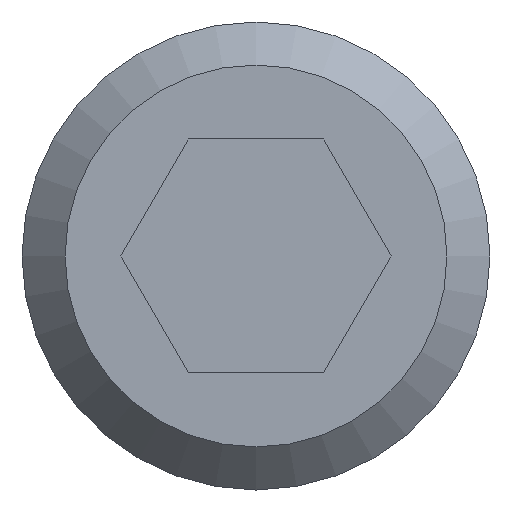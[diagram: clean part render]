
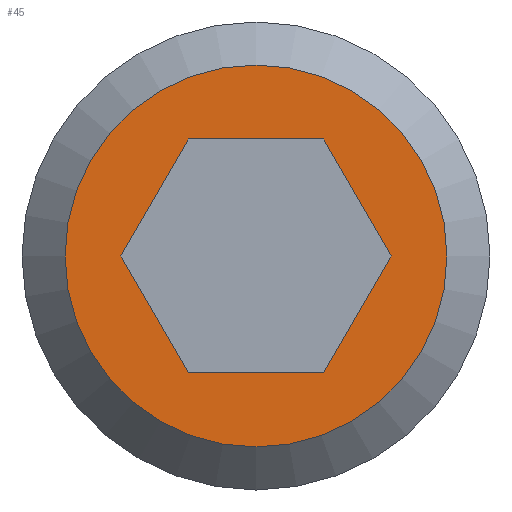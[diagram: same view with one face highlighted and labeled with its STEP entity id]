
A CAD part, left-side view. The second image highlights one B-rep face of the part: STEP entity #45.
In plain terms, the highlighted planar face has unit normal (-1, 0, 0).
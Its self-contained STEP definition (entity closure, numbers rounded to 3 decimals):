
#45 = ADVANCED_FACE( '', ( #93, #94 ), #95, .F. );
#93 = FACE_OUTER_BOUND( '', #145, .T. );
#94 = FACE_BOUND( '', #146, .T. );
#95 = PLANE( '', #147 );
#145 = EDGE_LOOP( '', ( #210 ) );
#146 = EDGE_LOOP( '', ( #211, #212, #213, #214, #215, #216 ) );
#147 = AXIS2_PLACEMENT_3D( '', #217, #218, #219 );
#210 = ORIENTED_EDGE( '', *, *, #295, .F. );
#211 = ORIENTED_EDGE( '', *, *, #296, .T. );
#212 = ORIENTED_EDGE( '', *, *, #291, .T. );
#213 = ORIENTED_EDGE( '', *, *, #297, .T. );
#214 = ORIENTED_EDGE( '', *, *, #298, .T. );
#215 = ORIENTED_EDGE( '', *, *, #299, .T. );
#216 = ORIENTED_EDGE( '', *, *, #280, .T. );
#217 = CARTESIAN_POINT( '', ( 0., 0., 0. ) );
#218 = DIRECTION( '', ( 1., 0., 0. ) );
#219 = DIRECTION( '', ( 0., 0., -1. ) );
#280 = EDGE_CURVE( '', #319, #320, #321, .T. );
#291 = EDGE_CURVE( '', #338, #339, #340, .T. );
#295 = EDGE_CURVE( '', #344, #344, #345, .T. );
#296 = EDGE_CURVE( '', #320, #338, #346, .T. );
#297 = EDGE_CURVE( '', #339, #347, #348, .T. );
#298 = EDGE_CURVE( '', #347, #349, #350, .T. );
#299 = EDGE_CURVE( '', #349, #319, #351, .T. );
#319 = VERTEX_POINT( '', #372 );
#320 = VERTEX_POINT( '', #373 );
#321 = LINE( '', #374, #375 );
#338 = VERTEX_POINT( '', #400 );
#339 = VERTEX_POINT( '', #401 );
#340 = LINE( '', #402, #403 );
#344 = VERTEX_POINT( '', #409 );
#345 = CIRCLE( '', #410, 4.08 );
#346 = LINE( '', #411, #412 );
#347 = VERTEX_POINT( '', #413 );
#348 = LINE( '', #414, #415 );
#349 = VERTEX_POINT( '', #416 );
#350 = LINE( '', #417, #418 );
#351 = LINE( '', #419, #420 );
#372 = CARTESIAN_POINT( '', ( 0., 2.887, 0. ) );
#373 = CARTESIAN_POINT( '', ( 0., 1.443, 2.5 ) );
#374 = CARTESIAN_POINT( '', ( 0., 2.887, 0. ) );
#375 = VECTOR( '', #443, 1000. );
#400 = CARTESIAN_POINT( '', ( 0., -1.443, 2.5 ) );
#401 = CARTESIAN_POINT( '', ( 0., -2.887, 0. ) );
#402 = CARTESIAN_POINT( '', ( 0., -1.443, 2.5 ) );
#403 = VECTOR( '', #452, 1000. );
#409 = CARTESIAN_POINT( '', ( 0., 0., -4.08 ) );
#410 = AXIS2_PLACEMENT_3D( '', #455, #456, #457 );
#411 = CARTESIAN_POINT( '', ( 0., 1.443, 2.5 ) );
#412 = VECTOR( '', #458, 1000. );
#413 = CARTESIAN_POINT( '', ( 0., -1.443, -2.5 ) );
#414 = CARTESIAN_POINT( '', ( 0., -2.887, 0. ) );
#415 = VECTOR( '', #459, 1000. );
#416 = CARTESIAN_POINT( '', ( 0., 1.443, -2.5 ) );
#417 = CARTESIAN_POINT( '', ( 0., -1.443, -2.5 ) );
#418 = VECTOR( '', #460, 1000. );
#419 = CARTESIAN_POINT( '', ( 0., 1.443, -2.5 ) );
#420 = VECTOR( '', #461, 1000. );
#443 = DIRECTION( '', ( 0., -0.5, 0.866 ) );
#452 = DIRECTION( '', ( 0., -0.5, -0.866 ) );
#455 = CARTESIAN_POINT( '', ( 0., 0., 0. ) );
#456 = DIRECTION( '', ( 1., 0., 0. ) );
#457 = DIRECTION( '', ( 0., 0., -1. ) );
#458 = DIRECTION( '', ( 0., -1., 0. ) );
#459 = DIRECTION( '', ( 0., 0.5, -0.866 ) );
#460 = DIRECTION( '', ( 0., 1., 0. ) );
#461 = DIRECTION( '', ( 0., 0.5, 0.866 ) );
